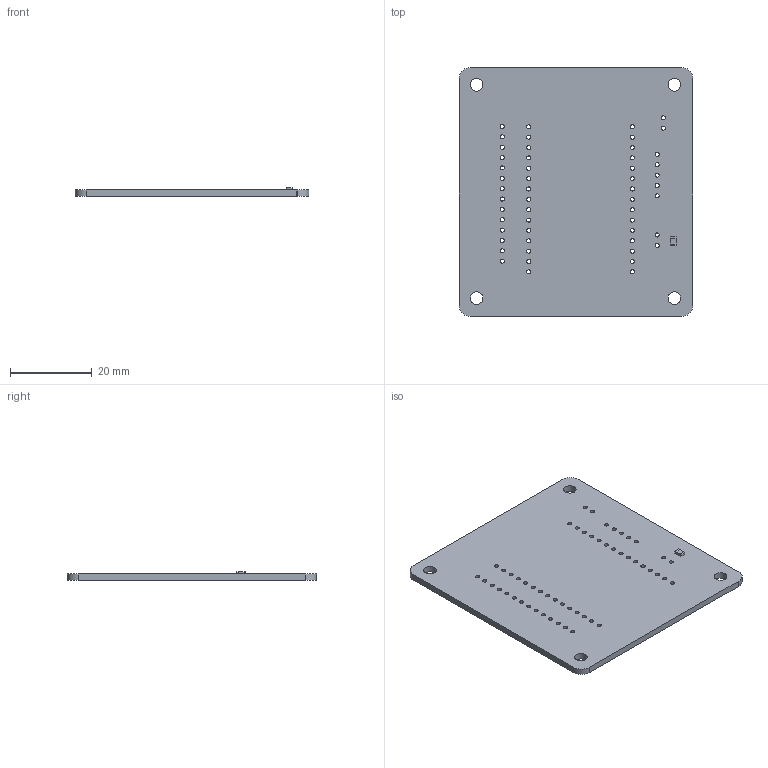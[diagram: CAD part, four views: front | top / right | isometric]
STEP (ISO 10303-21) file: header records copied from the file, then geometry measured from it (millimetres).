
FILE_DESCRIPTION(('Open CASCADE Model'),'2;1');
FILE_NAME('Open CASCADE Shape Model','2025-11-14T16:44:10',('Author'),( 'Open CASCADE'),'Open CASCADE STEP processor 7.5','Open CASCADE 7.5' ,'Unknown');
FILE_SCHEMA(('AUTOMOTIVE_DESIGN { 1 0 10303 214 1 1 1 1 }'));
Length unit declared in the file: millimetre
Products named in the file (8): PCB; Board; Open CASCADE STEP translator 7.5 1.1.1; R1; 6944941840; Extruded; 7345496224
Assembly tree (8 placements, depth 4):
  PCB
    Board
      Open CASCADE STEP translator 7.5 1.1.1
    R1
      6944941840  x2
        Extruded
      7345496224
        Extruded
Bounding box: 57.3 x 61.11 x 2.19 mm (x, y, z)
Volume: 5449 mm3; surface area: 7555.2 mm2
Topology: 4 solids, 4 shells, 87 faces, 237 edges, 158 vertices
Faces by surface type: cylinder 63, plane 24
Full cylindrical faces by diameter (mm): 1 x53, 3.1 x4
Entity records: 3066 total; most frequent: DIRECTION 531, CARTESIAN_POINT 465, ORIENTED_EDGE 450, EDGE_CURVE 225, AXIS2_PLACEMENT_3D 216, FACE_BOUND 195, EDGE_LOOP 195, VERTEX_POINT 150
